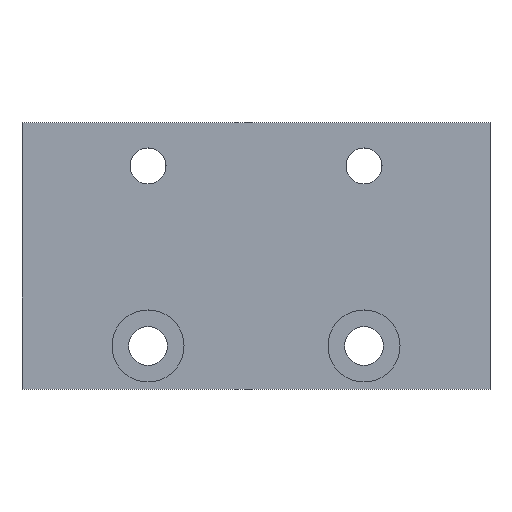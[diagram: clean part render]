
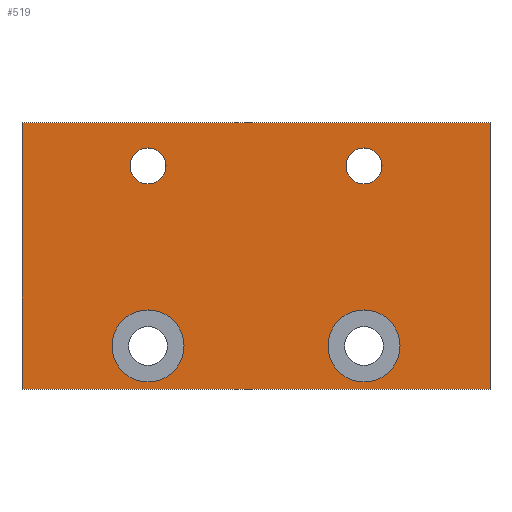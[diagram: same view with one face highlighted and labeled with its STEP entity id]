
A CAD part, top view. The second image highlights one B-rep face of the part: STEP entity #519.
In plain terms, the highlighted planar face has unit normal (0, 0, 1).
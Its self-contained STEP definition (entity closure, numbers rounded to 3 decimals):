
#145=DIRECTION('',(1.,0.,0.));
#146=VECTOR('',#145,65.);
#147=CARTESIAN_POINT('',(0.,0.,10.));
#148=LINE('',#147,#146);
#149=DIRECTION('',(0.,-1.,0.));
#150=VECTOR('',#149,37.);
#151=CARTESIAN_POINT('',(0.,37.,10.));
#152=LINE('',#151,#150);
#153=DIRECTION('',(-1.,0.,0.));
#154=VECTOR('',#153,65.);
#155=CARTESIAN_POINT('',(65.,37.,10.));
#156=LINE('',#155,#154);
#157=DIRECTION('',(0.,1.,0.));
#158=VECTOR('',#157,37.);
#159=CARTESIAN_POINT('',(65.,0.,10.));
#160=LINE('',#159,#158);
#161=CARTESIAN_POINT('',(17.5,6.,10.));
#162=DIRECTION('',(0.,0.,-1.));
#163=DIRECTION('',(-1.,0.,0.));
#164=AXIS2_PLACEMENT_3D('',#161,#162,#163);
#166=CARTESIAN_POINT('',(17.5,6.,10.));
#167=DIRECTION('',(0.,0.,-1.));
#168=DIRECTION('',(1.,0.,0.));
#169=AXIS2_PLACEMENT_3D('',#166,#167,#168);
#171=CARTESIAN_POINT('',(47.5,6.,10.));
#172=DIRECTION('',(0.,0.,-1.));
#173=DIRECTION('',(-1.,0.,0.));
#174=AXIS2_PLACEMENT_3D('',#171,#172,#173);
#176=CARTESIAN_POINT('',(47.5,6.,10.));
#177=DIRECTION('',(0.,0.,-1.));
#178=DIRECTION('',(1.,0.,0.));
#179=AXIS2_PLACEMENT_3D('',#176,#177,#178);
#181=CARTESIAN_POINT('',(47.5,31.,10.));
#182=DIRECTION('',(0.,0.,-1.));
#183=DIRECTION('',(-1.,0.,0.));
#184=AXIS2_PLACEMENT_3D('',#181,#182,#183);
#186=CARTESIAN_POINT('',(47.5,31.,10.));
#187=DIRECTION('',(0.,0.,-1.));
#188=DIRECTION('',(1.,0.,0.));
#189=AXIS2_PLACEMENT_3D('',#186,#187,#188);
#191=CARTESIAN_POINT('',(17.5,31.,10.));
#192=DIRECTION('',(0.,0.,-1.));
#193=DIRECTION('',(-1.,0.,0.));
#194=AXIS2_PLACEMENT_3D('',#191,#192,#193);
#196=CARTESIAN_POINT('',(17.5,31.,10.));
#197=DIRECTION('',(0.,0.,-1.));
#198=DIRECTION('',(1.,0.,0.));
#199=AXIS2_PLACEMENT_3D('',#196,#197,#198);
#297=CARTESIAN_POINT('',(0.,0.,10.));
#298=CARTESIAN_POINT('',(65.,0.,10.));
#299=VERTEX_POINT('',#297);
#300=VERTEX_POINT('',#298);
#301=CARTESIAN_POINT('',(65.,37.,10.));
#302=VERTEX_POINT('',#301);
#303=CARTESIAN_POINT('',(0.,37.,10.));
#304=VERTEX_POINT('',#303);
#309=CARTESIAN_POINT('',(12.5,6.,10.));
#310=CARTESIAN_POINT('',(22.5,6.,10.));
#311=VERTEX_POINT('',#309);
#312=VERTEX_POINT('',#310);
#317=CARTESIAN_POINT('',(42.5,6.,10.));
#318=CARTESIAN_POINT('',(52.5,6.,10.));
#319=VERTEX_POINT('',#317);
#320=VERTEX_POINT('',#318);
#341=CARTESIAN_POINT('',(45.,31.,10.));
#342=CARTESIAN_POINT('',(50.,31.,10.));
#343=VERTEX_POINT('',#341);
#344=VERTEX_POINT('',#342);
#349=CARTESIAN_POINT('',(15.,31.,10.));
#350=CARTESIAN_POINT('',(20.,31.,10.));
#351=VERTEX_POINT('',#349);
#352=VERTEX_POINT('',#350);
#484=CARTESIAN_POINT('',(0.,0.,10.));
#485=DIRECTION('',(0.,0.,1.));
#486=DIRECTION('',(1.,0.,0.));
#487=AXIS2_PLACEMENT_3D('',#484,#485,#486);
#488=PLANE('',#487);
#489=ORIENTED_EDGE('',*,*,#408,.F.);
#490=ORIENTED_EDGE('',*,*,#430,.F.);
#491=ORIENTED_EDGE('',*,*,#451,.F.);
#492=ORIENTED_EDGE('',*,*,#471,.F.);
#493=EDGE_LOOP('',(#489,#490,#491,#492));
#494=FACE_OUTER_BOUND('',#493,.F.);
#496=ORIENTED_EDGE('',*,*,#495,.F.);
#498=ORIENTED_EDGE('',*,*,#497,.F.);
#499=EDGE_LOOP('',(#496,#498));
#500=FACE_BOUND('',#499,.F.);
#502=ORIENTED_EDGE('',*,*,#501,.F.);
#504=ORIENTED_EDGE('',*,*,#503,.F.);
#505=EDGE_LOOP('',(#502,#504));
#506=FACE_BOUND('',#505,.F.);
#508=ORIENTED_EDGE('',*,*,#507,.F.);
#510=ORIENTED_EDGE('',*,*,#509,.F.);
#511=EDGE_LOOP('',(#508,#510));
#512=FACE_BOUND('',#511,.F.);
#514=ORIENTED_EDGE('',*,*,#513,.F.);
#516=ORIENTED_EDGE('',*,*,#515,.F.);
#517=EDGE_LOOP('',(#514,#516));
#518=FACE_BOUND('',#517,.F.);
#519=ADVANCED_FACE('',(#494,#500,#506,#512,#518),#488,.T.);
#165=CIRCLE('',#164,5.);
#170=CIRCLE('',#169,5.);
#175=CIRCLE('',#174,5.);
#180=CIRCLE('',#179,5.);
#185=CIRCLE('',#184,2.5);
#190=CIRCLE('',#189,2.5);
#195=CIRCLE('',#194,2.5);
#200=CIRCLE('',#199,2.5);
#408=EDGE_CURVE('',#299,#300,#148,.T.);
#430=EDGE_CURVE('',#304,#299,#152,.T.);
#451=EDGE_CURVE('',#302,#304,#156,.T.);
#471=EDGE_CURVE('',#300,#302,#160,.T.);
#495=EDGE_CURVE('',#311,#312,#165,.T.);
#497=EDGE_CURVE('',#312,#311,#170,.T.);
#501=EDGE_CURVE('',#319,#320,#175,.T.);
#503=EDGE_CURVE('',#320,#319,#180,.T.);
#507=EDGE_CURVE('',#343,#344,#185,.T.);
#509=EDGE_CURVE('',#344,#343,#190,.T.);
#513=EDGE_CURVE('',#351,#352,#195,.T.);
#515=EDGE_CURVE('',#352,#351,#200,.T.);
